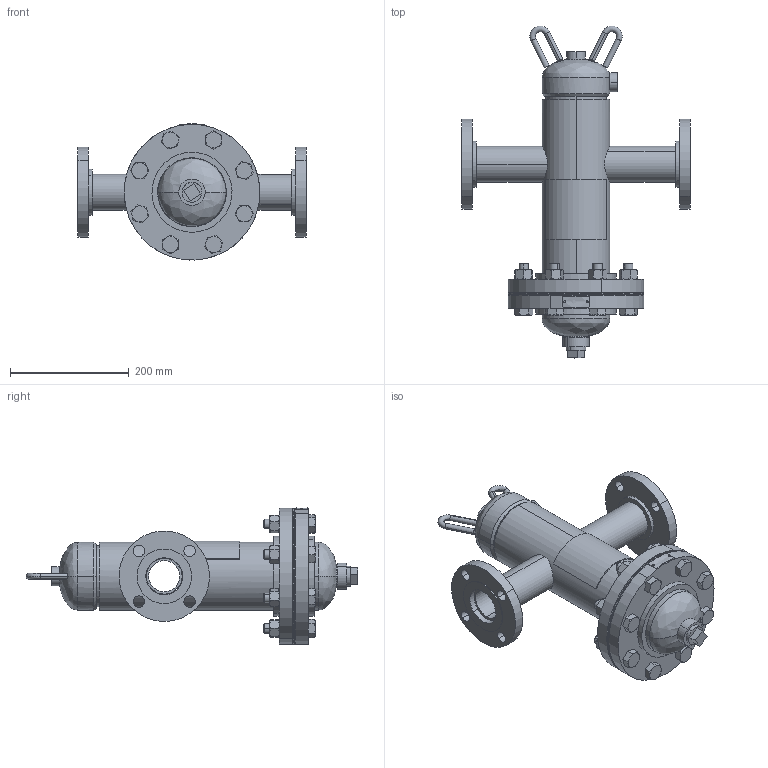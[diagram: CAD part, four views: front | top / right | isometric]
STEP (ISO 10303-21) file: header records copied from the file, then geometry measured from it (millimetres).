
FILE_DESCRIPTION (( 'STEP AP203' ), '1' );
FILE_NAME ('WVAD-2.STEP', '2021-03-11T15:50:44', ( '' ), ( '' ), 'SwSTEP 2.0', 'SolidWorks 2021', '' );
FILE_SCHEMA (( 'CONFIG_CONTROL_DESIGN' ));
Length unit declared in the file: inch
Products named in the file (17): Garlock F.F. Gaskets 150# .0625 tk_9471204; 9800620_HHNUT 0.6250-11-D-N; 9400540_tall; PLUGS_9500150; 9461050; 9500050; 9301060_5.75; 9800552_HHBOLT 0.6250-11x2.5x2.5-N; 9201530; 99P0289_17; 9600830_4.5" VERT; 9400522; 99M3580_9; 9500030; WVAD-2; 9461070
Assembly tree (35 placements, depth 2):
  WVAD-2
    99P0289_17
    9201530
    9201530
    9500050
    9500030  x2
    PLUGS_9500150
    9301060_5.75  x2
    9461050  x2
    9461070  x2
    Garlock F.F. Gaskets 150# .0625 tk_9471204
    9800552_HHBOLT 0.6250-11x2.5x2.5-N  x8
    9800620_HHNUT 0.6250-11-D-N  x8
    9400540_tall  x2
    9400522
    99M3580_9
    9600830_4.5" VERT
Bounding box: 387.35 x 559.17 x 229.17 mm (x, y, z)
Volume: 3353323.5 mm3; surface area: 905325.3 mm2
Topology: 35 solids, 35 shells, 633 faces, 1410 edges, 866 vertices
Faces by surface type: cylinder 214, cone 202, plane 197, bspline 16, torus 4
Entity records: 11270 total; most frequent: CARTESIAN_POINT 3405, DIRECTION 1220, ORIENTED_EDGE 1076, EDGE_CURVE 538, AXIS2_PLACEMENT_3D 522, VERTEX_POINT 346, EDGE_LOOP 306, CIRCLE 270
